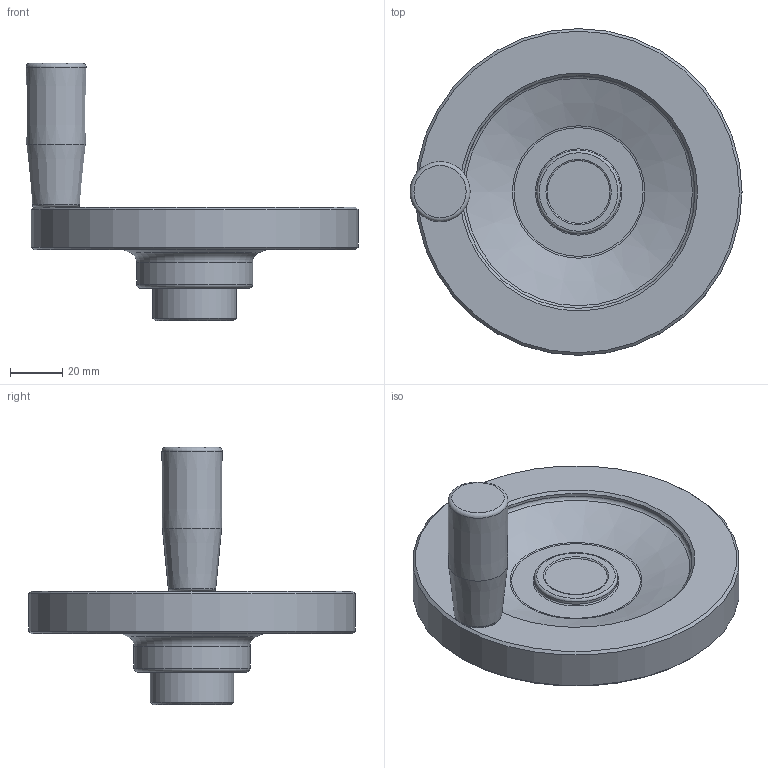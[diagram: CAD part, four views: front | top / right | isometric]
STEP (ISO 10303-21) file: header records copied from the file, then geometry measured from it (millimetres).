
FILE_DESCRIPTION( ( 'Unknown' ), '1' );
FILE_NAME( '7102011_VPRA125_M.stp', 'Unknown', ( 'Unknown' ), ( 'Unknown' ), 'PSStep 11.0', 'Unknown', ' ' );
FILE_SCHEMA( ( 'AUTOMOTIVE_DESIGN { 1 0 10303 214 1 1 1 1 }' ) );
Length unit declared in the file: millimetre
Products named in the file (1): 1801090
Bounding box: 126.99 x 125 x 98.5 mm (x, y, z)
Volume: 185095.8 mm3; surface area: 43061.1 mm2
Topology: 1 solids, 4 shells, 90 faces, 194 edges, 116 vertices
Faces by surface type: plane 32, cone 20, cylinder 17, torus 12, bspline 7, sphere 2
Full cylindrical faces by diameter (mm): 6 x1, 6.5 x1, 6.6 x1, 6.647 x2, 6.71 x1, 7.9 x1, 10 x2, 32 x2, 44.4 x1, 89 x1, 125 x1
Entity records: 3808 total; most frequent: CARTESIAN_POINT 1394, DIRECTION 360, ORIENTED_EDGE 274, AXIS2_PLACEMENT_3D 161, EDGE_LOOP 142, EDGE_CURVE 137, FACE_OUTER_BOUND 113, VERTEX_POINT 102
